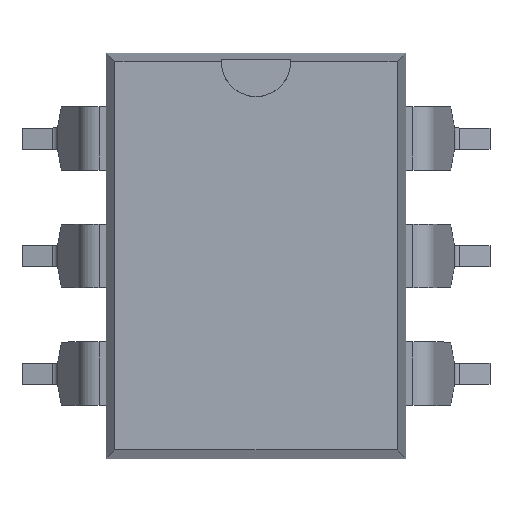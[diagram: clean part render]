
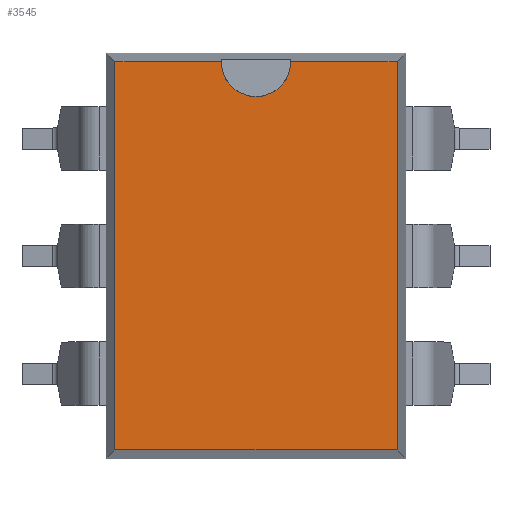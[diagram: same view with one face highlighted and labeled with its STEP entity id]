
A CAD part, top view. The second image highlights one B-rep face of the part: STEP entity #3545.
In plain terms, the highlighted free-form (B-spline) face has degree [1, 1] with [2, 2] control points.
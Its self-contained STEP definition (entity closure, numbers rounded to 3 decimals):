
#3447=CARTESIAN_POINT('',(0.75,4.19,4.699));
#3448=VERTEX_POINT('',#3447);
#3465=CARTESIAN_POINT('',(-0.75,4.19,4.699));
#3466=VERTEX_POINT('',#3465);
#3474=CARTESIAN_POINT('',(0.,4.19,4.699));
#3475=DIRECTION('',(0.0,0.0,-1.0));
#3476=DIRECTION('',(1.0,0.0,0.0));
#3477=AXIS2_PLACEMENT_3D('',#3474,#3475,#3476);
#3478=CIRCLE('',#3477,0.75);
#3479=EDGE_CURVE('',#3448,#3466,#3478,.T.);
#3499=CARTESIAN_POINT('',(-3.045,4.19,4.699));
#3500=CARTESIAN_POINT('',(-3.045,-4.19,4.699));
#3501=CARTESIAN_POINT('',(3.045,4.19,4.699));
#3502=CARTESIAN_POINT('',(3.045,-4.19,4.699));
#3503=B_SPLINE_SURFACE_WITH_KNOTS('',1,1,((#3499,#3501),(#3500,#3502)),.UNSPECIFIED.,.F.,.F.,.U.,(2,2),(2,2),(0.0,8.38),(0.0,6.09),.UNSPECIFIED.);
#3504=ORIENTED_EDGE('',*,*,#3479,.T.);
#3505=CARTESIAN_POINT('',(-3.045,4.19,4.699));
#3506=VERTEX_POINT('',#3505);
#3507=CARTESIAN_POINT('',(-3.045,4.19,4.699));
#3508=DIRECTION('',(1.0,0.0,0.0));
#3509=VECTOR('',#3508,2.295);
#3510=LINE('',#3507,#3509);
#3511=EDGE_CURVE('',#3506,#3466,#3510,.T.);
#3512=ORIENTED_EDGE('',*,*,#3511,.F.);
#3513=CARTESIAN_POINT('',(-3.045,-4.19,4.699));
#3514=VERTEX_POINT('',#3513);
#3515=CARTESIAN_POINT('',(-3.045,-4.19,4.699));
#3516=DIRECTION('',(0.0,1.0,0.0));
#3517=VECTOR('',#3516,8.38);
#3518=LINE('',#3515,#3517);
#3519=EDGE_CURVE('',#3514,#3506,#3518,.T.);
#3520=ORIENTED_EDGE('',*,*,#3519,.F.);
#3521=CARTESIAN_POINT('',(3.045,-4.19,4.699));
#3522=VERTEX_POINT('',#3521);
#3523=CARTESIAN_POINT('',(3.045,-4.19,4.699));
#3524=DIRECTION('',(-1.0,0.0,0.0));
#3525=VECTOR('',#3524,6.09);
#3526=LINE('',#3523,#3525);
#3527=EDGE_CURVE('',#3522,#3514,#3526,.T.);
#3528=ORIENTED_EDGE('',*,*,#3527,.F.);
#3529=CARTESIAN_POINT('',(3.045,4.19,4.699));
#3530=VERTEX_POINT('',#3529);
#3531=CARTESIAN_POINT('',(3.045,4.19,4.699));
#3532=DIRECTION('',(0.0,-1.0,0.0));
#3533=VECTOR('',#3532,8.38);
#3534=LINE('',#3531,#3533);
#3535=EDGE_CURVE('',#3530,#3522,#3534,.T.);
#3536=ORIENTED_EDGE('',*,*,#3535,.F.);
#3537=CARTESIAN_POINT('',(0.75,4.19,4.699));
#3538=DIRECTION('',(1.0,0.0,0.0));
#3539=VECTOR('',#3538,2.295);
#3540=LINE('',#3537,#3539);
#3541=EDGE_CURVE('',#3448,#3530,#3540,.T.);
#3542=ORIENTED_EDGE('',*,*,#3541,.F.);
#3543=EDGE_LOOP('',(#3504,#3512,#3520,#3528,#3536,#3542));
#3544=FACE_OUTER_BOUND('',#3543,.T.);
#3545=ADVANCED_FACE('',(#3544),#3503,.T.);
